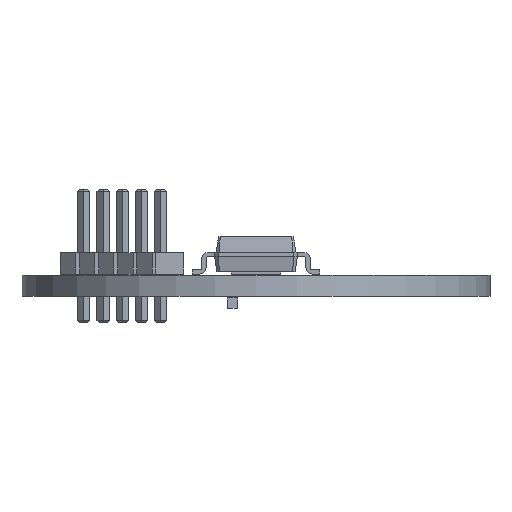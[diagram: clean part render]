
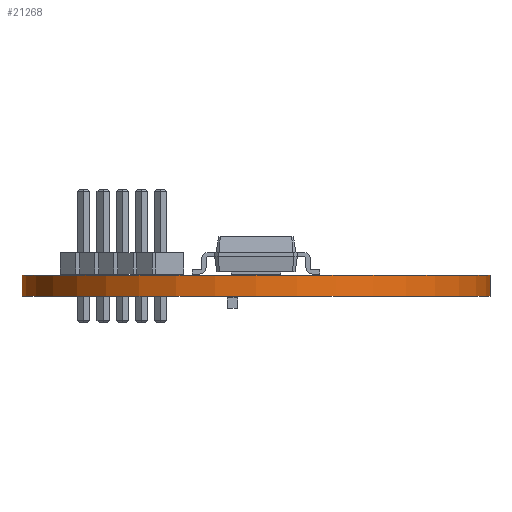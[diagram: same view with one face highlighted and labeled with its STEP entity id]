
A CAD part, front view. The second image highlights one B-rep face of the part: STEP entity #21268.
In plain terms, the highlighted cylindrical face has radius 11.004 mm (diameter 22.007 mm), a full revolution.
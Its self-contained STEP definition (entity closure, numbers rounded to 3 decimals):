
#21268 = ADVANCED_FACE('',(#21269),#21283,.T.);
#21269 = FACE_BOUND('',#21270,.F.);
#21270 = EDGE_LOOP('',(#21271,#21301,#21328,#21329));
#21271 = ORIENTED_EDGE('',*,*,#21272,.T.);
#21272 = EDGE_CURVE('',#21273,#21275,#21277,.T.);
#21273 = VERTEX_POINT('',#21274);
#21274 = CARTESIAN_POINT('',(17.914,-6.26,0.));
#21275 = VERTEX_POINT('',#21276);
#21276 = CARTESIAN_POINT('',(17.914,-6.26,1.));
#21277 = SEAM_CURVE('',#21278,(#21282,#21294),.PCURVE_S1.);
#21278 = LINE('',#21279,#21280);
#21279 = CARTESIAN_POINT('',(17.914,-6.26,0.));
#21280 = VECTOR('',#21281,1.);
#21281 = DIRECTION('',(0.,0.,1.));
#21282 = PCURVE('',#21283,#21288);
#21283 = CYLINDRICAL_SURFACE('',#21284,11.004);
#21284 = AXIS2_PLACEMENT_3D('',#21285,#21286,#21287);
#21285 = CARTESIAN_POINT('',(6.91,-6.26,0.));
#21286 = DIRECTION('',(-0.,-0.,-1.));
#21287 = DIRECTION('',(1.,0.,-0.));
#21288 = DEFINITIONAL_REPRESENTATION('',(#21289),#21293);
#21289 = LINE('',#21290,#21291);
#21290 = CARTESIAN_POINT('',(-0.,0.));
#21291 = VECTOR('',#21292,1.);
#21292 = DIRECTION('',(-0.,-1.));
#21293 = ( GEOMETRIC_REPRESENTATION_CONTEXT(2) 
PARAMETRIC_REPRESENTATION_CONTEXT() REPRESENTATION_CONTEXT('2D SPACE',''
  ) );
#21294 = PCURVE('',#21283,#21295);
#21295 = DEFINITIONAL_REPRESENTATION('',(#21296),#21300);
#21296 = LINE('',#21297,#21298);
#21297 = CARTESIAN_POINT('',(-6.283,0.));
#21298 = VECTOR('',#21299,1.);
#21299 = DIRECTION('',(-0.,-1.));
#21300 = ( GEOMETRIC_REPRESENTATION_CONTEXT(2) 
PARAMETRIC_REPRESENTATION_CONTEXT() REPRESENTATION_CONTEXT('2D SPACE',''
  ) );
#21301 = ORIENTED_EDGE('',*,*,#21302,.T.);
#21302 = EDGE_CURVE('',#21275,#21275,#21303,.T.);
#21303 = SURFACE_CURVE('',#21304,(#21309,#21316),.PCURVE_S1.);
#21304 = CIRCLE('',#21305,11.004);
#21305 = AXIS2_PLACEMENT_3D('',#21306,#21307,#21308);
#21306 = CARTESIAN_POINT('',(6.91,-6.26,1.));
#21307 = DIRECTION('',(0.,0.,1.));
#21308 = DIRECTION('',(1.,0.,-0.));
#21309 = PCURVE('',#21283,#21310);
#21310 = DEFINITIONAL_REPRESENTATION('',(#21311),#21315);
#21311 = LINE('',#21312,#21313);
#21312 = CARTESIAN_POINT('',(-0.,-1.));
#21313 = VECTOR('',#21314,1.);
#21314 = DIRECTION('',(-1.,0.));
#21315 = ( GEOMETRIC_REPRESENTATION_CONTEXT(2) 
PARAMETRIC_REPRESENTATION_CONTEXT() REPRESENTATION_CONTEXT('2D SPACE',''
  ) );
#21316 = PCURVE('',#21317,#21322);
#21317 = PLANE('',#21318);
#21318 = AXIS2_PLACEMENT_3D('',#21319,#21320,#21321);
#21319 = CARTESIAN_POINT('',(6.91,-6.26,1.));
#21320 = DIRECTION('',(0.,0.,1.));
#21321 = DIRECTION('',(1.,0.,-0.));
#21322 = DEFINITIONAL_REPRESENTATION('',(#21323),#21327);
#21323 = CIRCLE('',#21324,11.004);
#21324 = AXIS2_PLACEMENT_2D('',#21325,#21326);
#21325 = CARTESIAN_POINT('',(0.,0.));
#21326 = DIRECTION('',(1.,0.));
#21327 = ( GEOMETRIC_REPRESENTATION_CONTEXT(2) 
PARAMETRIC_REPRESENTATION_CONTEXT() REPRESENTATION_CONTEXT('2D SPACE',''
  ) );
#21328 = ORIENTED_EDGE('',*,*,#21272,.F.);
#21329 = ORIENTED_EDGE('',*,*,#21330,.F.);
#21330 = EDGE_CURVE('',#21273,#21273,#21331,.T.);
#21331 = SURFACE_CURVE('',#21332,(#21337,#21344),.PCURVE_S1.);
#21332 = CIRCLE('',#21333,11.004);
#21333 = AXIS2_PLACEMENT_3D('',#21334,#21335,#21336);
#21334 = CARTESIAN_POINT('',(6.91,-6.26,0.));
#21335 = DIRECTION('',(0.,0.,1.));
#21336 = DIRECTION('',(1.,0.,-0.));
#21337 = PCURVE('',#21283,#21338);
#21338 = DEFINITIONAL_REPRESENTATION('',(#21339),#21343);
#21339 = LINE('',#21340,#21341);
#21340 = CARTESIAN_POINT('',(-0.,0.));
#21341 = VECTOR('',#21342,1.);
#21342 = DIRECTION('',(-1.,0.));
#21343 = ( GEOMETRIC_REPRESENTATION_CONTEXT(2) 
PARAMETRIC_REPRESENTATION_CONTEXT() REPRESENTATION_CONTEXT('2D SPACE',''
  ) );
#21344 = PCURVE('',#21345,#21350);
#21345 = PLANE('',#21346);
#21346 = AXIS2_PLACEMENT_3D('',#21347,#21348,#21349);
#21347 = CARTESIAN_POINT('',(6.91,-6.26,0.));
#21348 = DIRECTION('',(0.,0.,1.));
#21349 = DIRECTION('',(1.,0.,-0.));
#21350 = DEFINITIONAL_REPRESENTATION('',(#21351),#21355);
#21351 = CIRCLE('',#21352,11.004);
#21352 = AXIS2_PLACEMENT_2D('',#21353,#21354);
#21353 = CARTESIAN_POINT('',(0.,0.));
#21354 = DIRECTION('',(1.,0.));
#21355 = ( GEOMETRIC_REPRESENTATION_CONTEXT(2) 
PARAMETRIC_REPRESENTATION_CONTEXT() REPRESENTATION_CONTEXT('2D SPACE',''
  ) );
